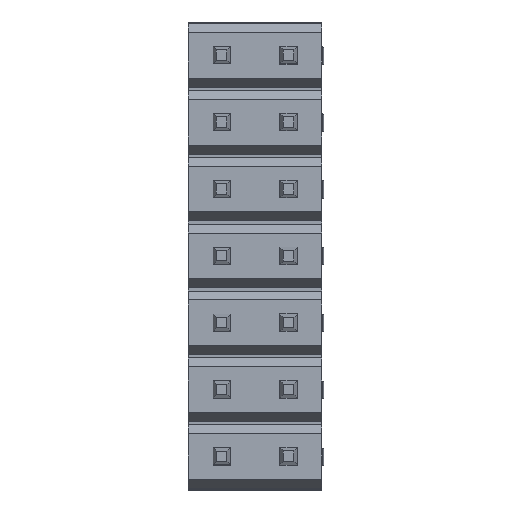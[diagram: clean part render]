
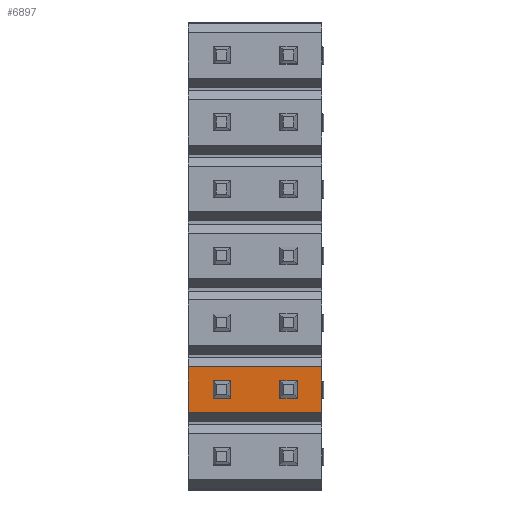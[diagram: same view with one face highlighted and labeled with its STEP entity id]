
A CAD part, top view. The second image highlights one B-rep face of the part: STEP entity #6897.
In plain terms, the highlighted planar face has unit normal (0, 0, 1).
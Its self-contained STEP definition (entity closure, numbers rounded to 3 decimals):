
#205=DIRECTION('',(0.,-1.,0.));
#206=VECTOR('',#205,1.37);
#207=CARTESIAN_POINT('',(0.,-10.315,0.75));
#208=LINE('4217',#207,#206);
#305=DIRECTION('',(1.,0.,0.));
#306=VECTOR('',#305,4.);
#307=CARTESIAN_POINT('',(0.,-11.685,0.75));
#308=LINE('4178',#307,#306);
#309=DIRECTION('',(1.,0.,0.));
#310=VECTOR('',#309,4.);
#311=CARTESIAN_POINT('',(0.,-10.315,0.75));
#312=LINE('4168',#311,#310);
#313=DIRECTION('',(-1.,0.,0.));
#314=VECTOR('',#313,0.52);
#315=CARTESIAN_POINT('',(3.26,-10.74,0.75));
#316=LINE('4677',#315,#314);
#317=DIRECTION('',(0.,-1.,0.));
#318=VECTOR('',#317,0.52);
#319=CARTESIAN_POINT('',(2.74,-10.74,0.75));
#320=LINE('4678',#319,#318);
#321=DIRECTION('',(1.,0.,0.));
#322=VECTOR('',#321,0.52);
#323=CARTESIAN_POINT('',(2.74,-11.26,0.75));
#324=LINE('4679',#323,#322);
#325=DIRECTION('',(0.,1.,0.));
#326=VECTOR('',#325,0.52);
#327=CARTESIAN_POINT('',(3.26,-11.26,0.75));
#328=LINE('4680',#327,#326);
#329=DIRECTION('',(-1.,0.,0.));
#330=VECTOR('',#329,0.514);
#331=CARTESIAN_POINT('',(1.257,-10.743,0.75));
#332=LINE('5191',#331,#330);
#333=DIRECTION('',(0.,-1.,0.));
#334=VECTOR('',#333,0.514);
#335=CARTESIAN_POINT('',(0.743,-10.743,0.75));
#336=LINE('5192',#335,#334);
#337=DIRECTION('',(1.,0.,0.));
#338=VECTOR('',#337,0.514);
#339=CARTESIAN_POINT('',(0.743,-11.257,0.75));
#340=LINE('5193',#339,#338);
#341=DIRECTION('',(0.,1.,0.));
#342=VECTOR('',#341,0.514);
#343=CARTESIAN_POINT('',(1.257,-11.257,0.75));
#344=LINE('5194',#343,#342);
#953=DIRECTION('',(0.,-1.,0.));
#954=VECTOR('',#953,1.37);
#955=CARTESIAN_POINT('',(4.,-10.315,0.75));
#956=LINE('4218',#955,#954);
#5211=CARTESIAN_POINT('',(0.,-10.315,0.75));
#5212=VERTEX_POINT('',#5211);
#5213=CARTESIAN_POINT('',(4.,-10.315,0.75));
#5214=VERTEX_POINT('',#5213);
#5227=CARTESIAN_POINT('',(0.,-11.685,0.75));
#5228=VERTEX_POINT('',#5227);
#5233=CARTESIAN_POINT('',(4.,-11.685,0.75));
#5234=VERTEX_POINT('',#5233);
#5833=CARTESIAN_POINT('',(3.26,-10.74,0.75));
#5834=CARTESIAN_POINT('',(2.74,-10.74,0.75));
#5835=VERTEX_POINT('',#5833);
#5836=VERTEX_POINT('',#5834);
#5837=CARTESIAN_POINT('',(2.74,-11.26,0.75));
#5838=VERTEX_POINT('',#5837);
#5839=CARTESIAN_POINT('',(3.26,-11.26,0.75));
#5840=VERTEX_POINT('',#5839);
#6481=CARTESIAN_POINT('',(1.257,-10.743,0.75));
#6482=CARTESIAN_POINT('',(0.743,-10.743,0.75));
#6483=VERTEX_POINT('',#6481);
#6484=VERTEX_POINT('',#6482);
#6485=CARTESIAN_POINT('',(0.743,-11.257,0.75));
#6486=VERTEX_POINT('',#6485);
#6487=CARTESIAN_POINT('',(1.257,-11.257,0.75));
#6488=VERTEX_POINT('',#6487);
#6864=CARTESIAN_POINT('',(0.,0.,0.75));
#6865=DIRECTION('',(0.,0.,1.));
#6866=DIRECTION('',(0.,-1.,0.));
#6867=AXIS2_PLACEMENT_3D('',#6864,#6865,#6866);
#6868=PLANE('4049',#6867);
#6869=ORIENTED_EDGE('4178',*,*,#6856,.F.);
#6870=ORIENTED_EDGE('4217',*,*,#6696,.F.);
#6872=ORIENTED_EDGE('4168',*,*,#6871,.T.);
#6874=ORIENTED_EDGE('4218',*,*,#6873,.T.);
#6875=EDGE_LOOP('4049',(#6869,#6870,#6872,#6874));
#6876=FACE_OUTER_BOUND('4049',#6875,.F.);
#6878=ORIENTED_EDGE('4677',*,*,#6877,.T.);
#6880=ORIENTED_EDGE('4678',*,*,#6879,.T.);
#6882=ORIENTED_EDGE('4679',*,*,#6881,.T.);
#6884=ORIENTED_EDGE('4680',*,*,#6883,.T.);
#6885=EDGE_LOOP('4049',(#6878,#6880,#6882,#6884));
#6886=FACE_BOUND('4049',#6885,.F.);
#6888=ORIENTED_EDGE('5191',*,*,#6887,.T.);
#6890=ORIENTED_EDGE('5192',*,*,#6889,.T.);
#6892=ORIENTED_EDGE('5193',*,*,#6891,.T.);
#6894=ORIENTED_EDGE('5194',*,*,#6893,.T.);
#6895=EDGE_LOOP('4049',(#6888,#6890,#6892,#6894));
#6896=FACE_BOUND('4049',#6895,.F.);
#6897=ADVANCED_FACE('4049',(#6876,#6886,#6896),#6868,.T.);
#6696=EDGE_CURVE('4217',#5212,#5228,#208,.T.);
#6856=EDGE_CURVE('4178',#5228,#5234,#308,.T.);
#6871=EDGE_CURVE('4168',#5212,#5214,#312,.T.);
#6873=EDGE_CURVE('4218',#5214,#5234,#956,.T.);
#6877=EDGE_CURVE('4677',#5835,#5836,#316,.T.);
#6879=EDGE_CURVE('4678',#5836,#5838,#320,.T.);
#6881=EDGE_CURVE('4679',#5838,#5840,#324,.T.);
#6883=EDGE_CURVE('4680',#5840,#5835,#328,.T.);
#6887=EDGE_CURVE('5191',#6483,#6484,#332,.T.);
#6889=EDGE_CURVE('5192',#6484,#6486,#336,.T.);
#6891=EDGE_CURVE('5193',#6486,#6488,#340,.T.);
#6893=EDGE_CURVE('5194',#6488,#6483,#344,.T.);
